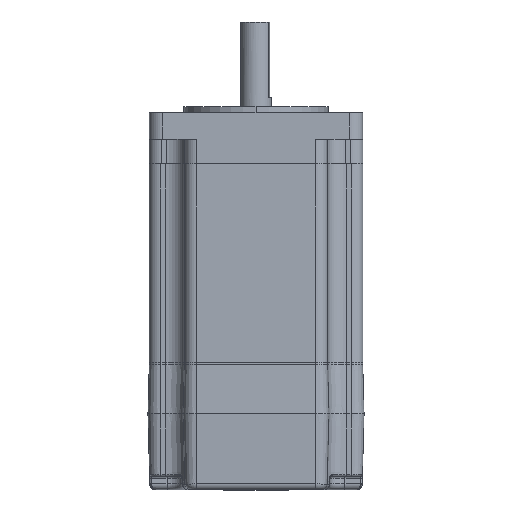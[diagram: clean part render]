
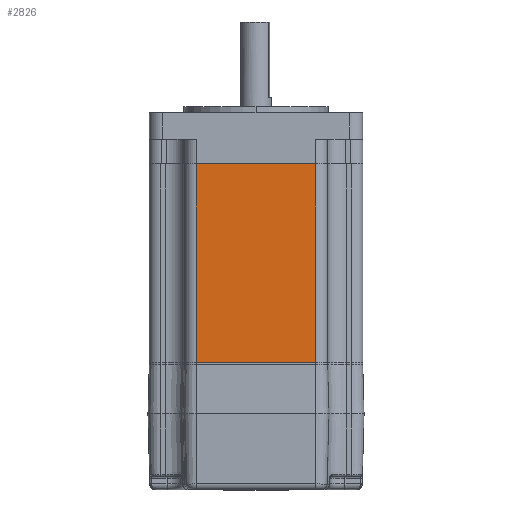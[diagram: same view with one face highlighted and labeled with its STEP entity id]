
A CAD part, top view. The second image highlights one B-rep face of the part: STEP entity #2826.
In plain terms, the highlighted face is planar.
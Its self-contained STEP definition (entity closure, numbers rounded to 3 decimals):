
#2826 = ADVANCED_FACE ( 'NONE', ( #65494 ), #24339, .F. ) ;
#3789 = VERTEX_POINT ( 'NONE', #16560 ) ;
#3790 = VERTEX_POINT ( 'NONE', #16561 ) ;
#3803 = VERTEX_POINT ( 'NONE', #16574 ) ;
#3804 = VERTEX_POINT ( 'NONE', #16575 ) ;
#12458 = ORIENTED_EDGE ( 'NONE', *, *, #48669, .F. ) ;
#12460 = ORIENTED_EDGE ( 'NONE', *, *, #48647, .T. ) ;
#12461 = ORIENTED_EDGE ( 'NONE', *, *, #64761, .F. ) ;
#12463 = ORIENTED_EDGE ( 'NONE', *, *, #64760, .T. ) ;
#15156 = EDGE_LOOP ( 'NONE', ( #12460, #12461, #12458, #12463 ) ) ;
#16560 = CARTESIAN_POINT ( 'NONE',  ( 284.866, 187.768, 53. ) ) ;
#16561 = CARTESIAN_POINT ( 'NONE',  ( 253.266, 187.768, 53. ) ) ;
#16574 = CARTESIAN_POINT ( 'NONE',  ( 253.266, 187.768, 0. ) ) ;
#16575 = CARTESIAN_POINT ( 'NONE',  ( 284.866, 187.768, 0. ) ) ;
#24339 = PLANE ( 'NONE',  #54453 ) ;
#24340 = CARTESIAN_POINT ( 'NONE',  ( 284.866, 187.768, 53. ) ) ;
#24341 = DIRECTION ( 'NONE',  ( 0., -1., 0. ) ) ;
#24342 = DIRECTION ( 'NONE',  ( 1., 0., 0. ) ) ;
#44985 = LINE ( 'NONE', #50169, #46273 ) ;
#44992 = LINE ( 'NONE', #50228, #46312 ) ;
#46273 = VECTOR ( 'NONE', #50170, 1000. ) ;
#46312 = VECTOR ( 'NONE', #50229, 1000. ) ;
#48647 = EDGE_CURVE ( 'NONE', #3804, #3803, #44985, .T. ) ;
#48669 = EDGE_CURVE ( 'NONE', #3789, #3790, #44992, .T. ) ;
#50169 = CARTESIAN_POINT ( 'NONE',  ( 284.866, 187.768, 0. ) ) ;
#50170 = DIRECTION ( 'NONE',  ( -1., 0., 0. ) ) ;
#50228 = CARTESIAN_POINT ( 'NONE',  ( 284.866, 187.768, 53. ) ) ;
#50229 = DIRECTION ( 'NONE',  ( -1., 0., 0. ) ) ;
#52794 = LINE ( 'NONE', #60681, #55300 ) ;
#52795 = LINE ( 'NONE', #60683, #55301 ) ;
#54453 = AXIS2_PLACEMENT_3D ( 'NONE', #24340, #24341, #24342 ) ;
#55300 = VECTOR ( 'NONE', #60682, 1000. ) ;
#55301 = VECTOR ( 'NONE', #60684, 1000. ) ;
#60681 = CARTESIAN_POINT ( 'NONE',  ( 284.866, 187.768, 53. ) ) ;
#60682 = DIRECTION ( 'NONE',  ( 0., 0., -1. ) ) ;
#60683 = CARTESIAN_POINT ( 'NONE',  ( 253.266, 187.768, 53. ) ) ;
#60684 = DIRECTION ( 'NONE',  ( 0., 0., -1. ) ) ;
#64760 = EDGE_CURVE ( 'NONE', #3789, #3804, #52794, .T. ) ;
#64761 = EDGE_CURVE ( 'NONE', #3790, #3803, #52795, .T. ) ;
#65494 = FACE_OUTER_BOUND ( 'NONE', #15156, .T. ) ;
